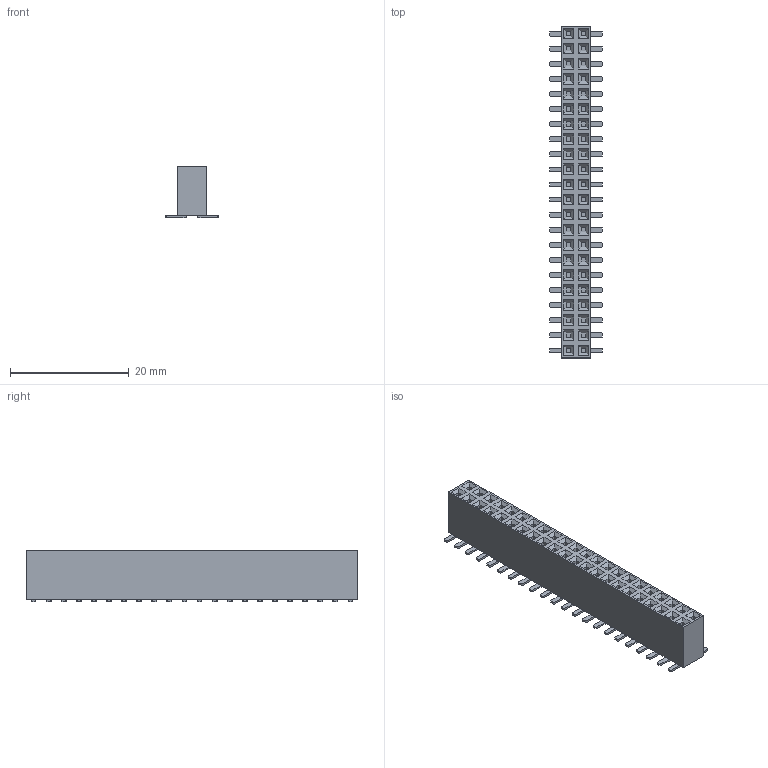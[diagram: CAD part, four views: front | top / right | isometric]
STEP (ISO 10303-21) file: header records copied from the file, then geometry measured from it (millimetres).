
FILE_DESCRIPTION(/* description */ (''),/* implementation_level */ '2;1');
FILE_NAME(/* name */ 'Header-Female-2.54mm-2x22-SMT.step',/* time_stamp */ '2025-08-05T12:08:04-07:00',/* author */ (''),/* organization */ (''),/* preprocessor_version */ 'ST-DEVELOPER v20.1',/* originating_system */ 'Autodesk Translation Framework v14.10.0.0',/* authorisation */ '');
FILE_SCHEMA (('AUTOMOTIVE_DESIGN { 1 0 10303 214 3 1 1 }'));
Length unit declared in the file: millimetre
Products named in the file (1): Header-Female-2.54mm-2x22-SMT
Bounding box: 8.84 x 55.88 x 8.66 mm (x, y, z)
Volume: 2058.1 mm3; surface area: 3024.6 mm2
Topology: 45 solids, 45 shells, 754 faces, 1816 edges, 1152 vertices
Faces by surface type: plane 710, cylinder 44
Entity records: 21499 total; most frequent: CARTESIAN_POINT 3723, ORIENTED_EDGE 3632, DIRECTION 3414, EDGE_CURVE 1816, LINE 1728, VECTOR 1728, VERTEX_POINT 1152, AXIS2_PLACEMENT_3D 843
